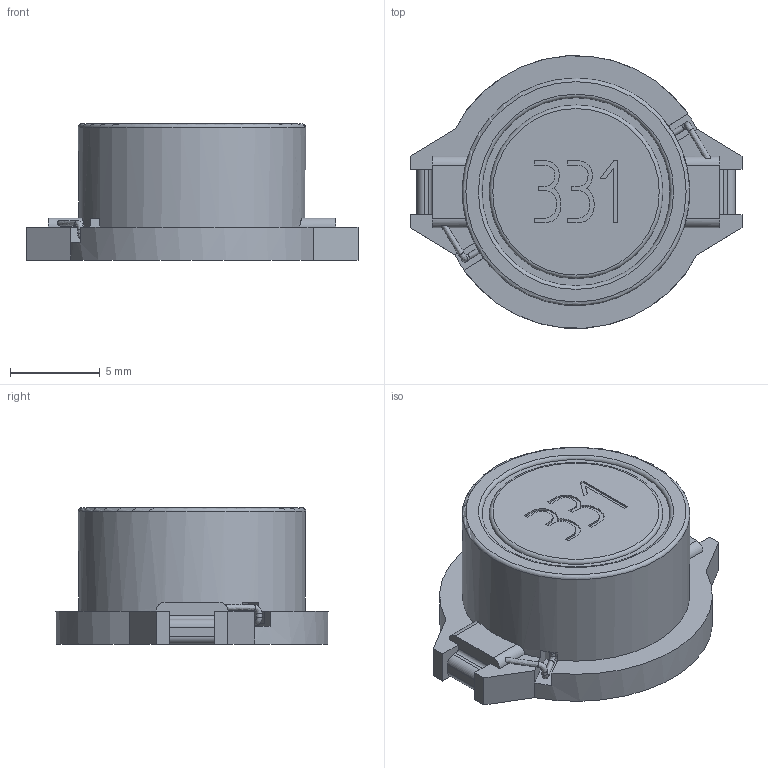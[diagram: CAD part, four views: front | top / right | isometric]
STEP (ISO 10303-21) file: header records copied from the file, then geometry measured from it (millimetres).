
FILE_DESCRIPTION(/* description */ ('Unknown'),/* implementation_level */ '2;1');
FILE_NAME(/* name */ 'L_Wurth_WE-PD3_TypeX',/* time_stamp */ '2022-03-08T11:35:17+08:00',/* author */ ('Unknown'),/* organization */ ('Unknown'),/* preprocessor_version */ 'ST-DEVELOPER v16.7',/* originating_system */ 'Solid Edge',/* authorisation */ 'Unknown');
FILE_SCHEMA (('AUTOMOTIVE_DESIGN {1 0 10303 214 3 1 1}'));
Length unit declared in the file: millimetre
Products named in the file (2): L_Wurth_WE-PD3_TypeX
Assembly tree (1 placements, depth 2):
  L_Wurth_WE-PD3_TypeX
    L_Wurth_WE-PD3_TypeX
Bounding box: 18.54 x 15.21 x 7.62 mm (x, y, z)
Volume: 834.8 mm3; surface area: 1641 mm2
Topology: 1 solids, 3 shells, 129 faces, 341 edges, 222 vertices
Faces by surface type: plane 68, cylinder 31, bspline 27, torus 3
Full cylindrical faces by diameter (mm): 0.32 x1, 0.321 x7, 5.4 x1, 9.7 x2, 10.5 x1, 12.7 x1
Entity records: 8301 total; most frequent: CARTESIAN_POINT 4523, ORIENTED_EDGE 582, DIRECTION 513, EDGE_CURVE 291, VERTEX_POINT 205, LINE 177, VECTOR 177, EDGE_LOOP 174
